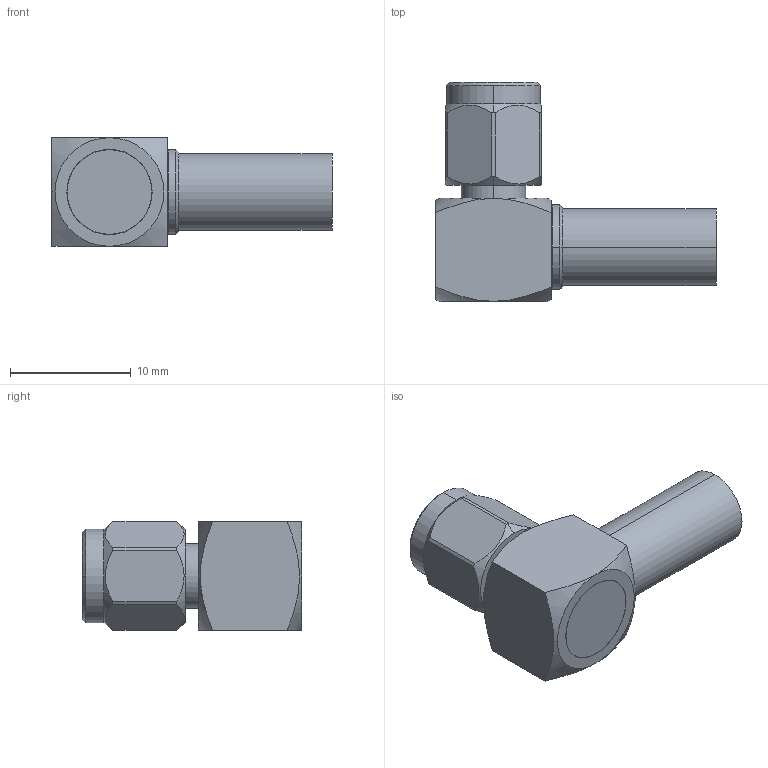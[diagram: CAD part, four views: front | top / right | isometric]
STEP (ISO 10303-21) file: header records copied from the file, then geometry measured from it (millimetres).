
FILE_DESCRIPTION (( 'STEP AP214' ), '1' );
FILE_NAME ('FMCN5292_3D.step', '2024-10-10T23:11:14', ( '' ), ( '' ), 'SwSTEP 2.0', 'SolidWorks 2022', '' );
FILE_SCHEMA (( 'AUTOMOTIVE_DESIGN' ));
Length unit declared in the file: inch
Products named in the file (1): FMCN5292_3D
Bounding box: 23.17 x 18.11 x 8.99 mm (x, y, z)
Volume: 1248.3 mm3; surface area: 1668.7 mm2
Topology: 2 solids, 2 shells, 111 faces, 254 edges, 163 vertices
Faces by surface type: cylinder 52, plane 30, cone 22, bspline 7
Entity records: 4870 total; most frequent: CARTESIAN_POINT 2389, DIRECTION 509, ORIENTED_EDGE 508, EDGE_CURVE 254, AXIS2_PLACEMENT_3D 215, VERTEX_POINT 163, EDGE_LOOP 129, ADVANCED_FACE 111
